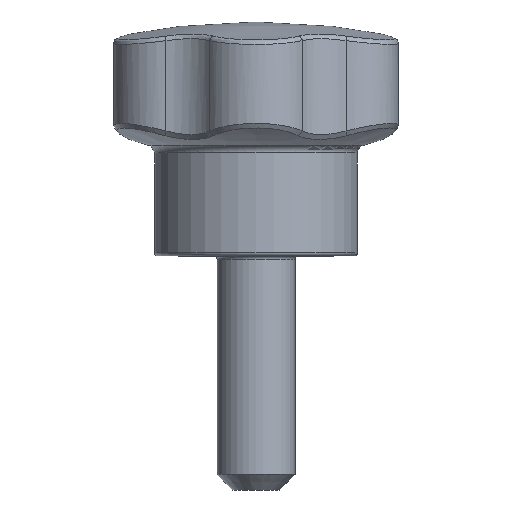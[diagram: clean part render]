
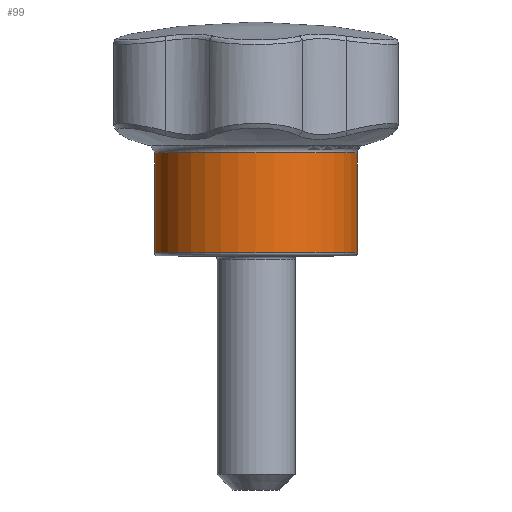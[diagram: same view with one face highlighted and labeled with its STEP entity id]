
A CAD part, front view. The second image highlights one B-rep face of the part: STEP entity #99.
In plain terms, the highlighted cylindrical face has radius 6.5 mm (diameter 13 mm), a full revolution.
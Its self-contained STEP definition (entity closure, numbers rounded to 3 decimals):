
#99 = ADVANCED_FACE( '', ( #227, #228 ), #229, .T. );
#227 = FACE_OUTER_BOUND( '', #987, .T. );
#228 = FACE_OUTER_BOUND( '', #988, .T. );
#229 = CYLINDRICAL_SURFACE( '', #989, 6.5 );
#987 = EDGE_LOOP( '', ( #2478 ) );
#988 = EDGE_LOOP( '', ( #2479 ) );
#989 = AXIS2_PLACEMENT_3D( '', #2480, #2481, #2482 );
#2478 = ORIENTED_EDGE( '', *, *, #2757, .T. );
#2479 = ORIENTED_EDGE( '', *, *, #2758, .T. );
#2480 = CARTESIAN_POINT( '', ( 0., 0., 15. ) );
#2481 = DIRECTION( '', ( 0., 0., -1. ) );
#2482 = DIRECTION( '', ( 1., 0., 0. ) );
#2757 = EDGE_CURVE( '', #2939, #2939, #2940, .F. );
#2758 = EDGE_CURVE( '', #2941, #2941, #2942, .T. );
#2939 = VERTEX_POINT( '', #4232 );
#2940 = CIRCLE( '', #4233, 6.5 );
#2941 = VERTEX_POINT( '', #4234 );
#2942 = CIRCLE( '', #4235, 6.5 );
#4232 = CARTESIAN_POINT( '', ( 6.5, 0., 6.609 ) );
#4233 = AXIS2_PLACEMENT_3D( '', #4864, #4865, #4866 );
#4234 = CARTESIAN_POINT( '', ( 6.5, 0., 0.2 ) );
#4235 = AXIS2_PLACEMENT_3D( '', #4867, #4868, #4869 );
#4864 = CARTESIAN_POINT( '', ( 0., 0., 6.609 ) );
#4865 = DIRECTION( '', ( 0., 0., 1. ) );
#4866 = DIRECTION( '', ( 1., 0., 0. ) );
#4867 = CARTESIAN_POINT( '', ( 0., 0., 0.2 ) );
#4868 = DIRECTION( '', ( 0., 0., 1. ) );
#4869 = DIRECTION( '', ( 1., 0., 0. ) );
